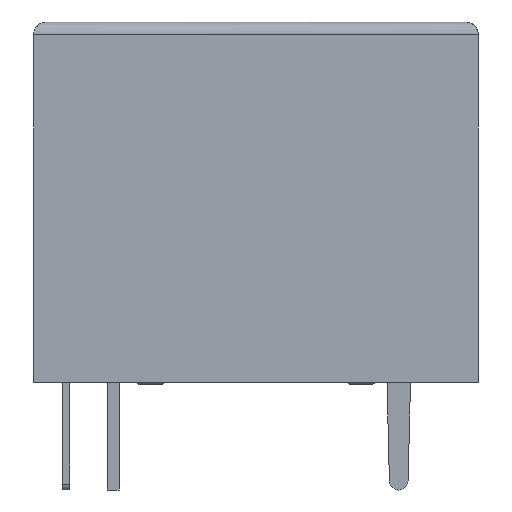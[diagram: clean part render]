
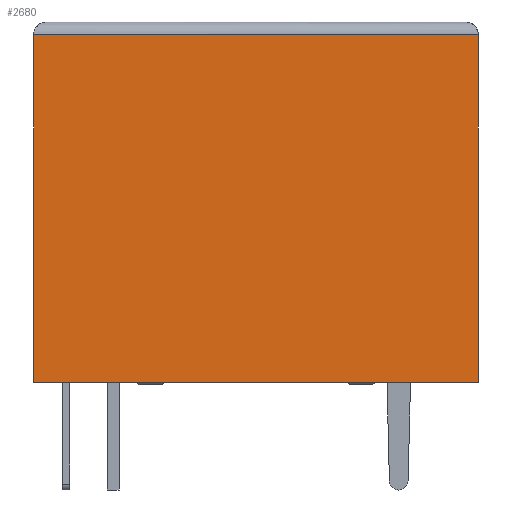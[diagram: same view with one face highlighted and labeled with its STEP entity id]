
A CAD part, front view. The second image highlights one B-rep face of the part: STEP entity #2680.
In plain terms, the highlighted planar face has unit normal (0, -1, 0).
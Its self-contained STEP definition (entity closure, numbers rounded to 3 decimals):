
#55 = PLANE('',#56);
#56 = AXIS2_PLACEMENT_3D('',#57,#58,#59);
#57 = CARTESIAN_POINT('',(8.,-10.,0.1));
#58 = DIRECTION('',(0.,0.,-1.));
#59 = DIRECTION('',(-1.,0.,0.));
#769 = VERTEX_POINT('',#770);
#770 = CARTESIAN_POINT('',(17.5,-7.7,0.1));
#784 = PLANE('',#785);
#785 = AXIS2_PLACEMENT_3D('',#786,#787,#788);
#786 = CARTESIAN_POINT('',(17.5,-10.,7.525));
#787 = DIRECTION('',(1.,0.,0.));
#788 = DIRECTION('',(0.,0.,-1.));
#796 = EDGE_CURVE('',#797,#769,#799,.T.);
#797 = VERTEX_POINT('',#798);
#798 = CARTESIAN_POINT('',(-1.5,-7.7,0.1));
#799 = SURFACE_CURVE('',#800,(#804,#811),.PCURVE_S1.);
#800 = LINE('',#801,#802);
#801 = CARTESIAN_POINT('',(17.9,-7.7,0.1));
#802 = VECTOR('',#803,1.);
#803 = DIRECTION('',(1.,0.,0.));
#804 = PCURVE('',#55,#805);
#805 = DEFINITIONAL_REPRESENTATION('',(#806),#810);
#806 = LINE('',#807,#808);
#807 = CARTESIAN_POINT('',(-9.9,2.3));
#808 = VECTOR('',#809,1.);
#809 = DIRECTION('',(-1.,0.));
#810 = ( GEOMETRIC_REPRESENTATION_CONTEXT(2) 
PARAMETRIC_REPRESENTATION_CONTEXT() REPRESENTATION_CONTEXT('2D SPACE',''
  ) );
#811 = PCURVE('',#812,#817);
#812 = PLANE('',#813);
#813 = AXIS2_PLACEMENT_3D('',#814,#815,#816);
#814 = CARTESIAN_POINT('',(20.5,-7.7,7.525));
#815 = DIRECTION('',(0.,-1.,0.));
#816 = DIRECTION('',(0.,0.,1.));
#817 = DEFINITIONAL_REPRESENTATION('',(#818),#822);
#818 = LINE('',#819,#820);
#819 = CARTESIAN_POINT('',(-7.425,2.6));
#820 = VECTOR('',#821,1.);
#821 = DIRECTION('',(0.,-1.));
#822 = ( GEOMETRIC_REPRESENTATION_CONTEXT(2) 
PARAMETRIC_REPRESENTATION_CONTEXT() REPRESENTATION_CONTEXT('2D SPACE',''
  ) );
#838 = PLANE('',#839);
#839 = AXIS2_PLACEMENT_3D('',#840,#841,#842);
#840 = CARTESIAN_POINT('',(-1.5,-10.,7.525));
#841 = DIRECTION('',(-1.,0.,0.));
#842 = DIRECTION('',(0.,0.,1.));
#2610 = VERTEX_POINT('',#2611);
#2611 = CARTESIAN_POINT('',(17.5,-7.7,14.95));
#2659 = EDGE_CURVE('',#769,#2610,#2660,.T.);
#2660 = SURFACE_CURVE('',#2661,(#2665,#2672),.PCURVE_S1.);
#2661 = LINE('',#2662,#2663);
#2662 = CARTESIAN_POINT('',(17.5,-7.7,7.525));
#2663 = VECTOR('',#2664,1.);
#2664 = DIRECTION('',(0.,0.,1.));
#2665 = PCURVE('',#784,#2666);
#2666 = DEFINITIONAL_REPRESENTATION('',(#2667),#2671);
#2667 = LINE('',#2668,#2669);
#2668 = CARTESIAN_POINT('',(0.,2.3));
#2669 = VECTOR('',#2670,1.);
#2670 = DIRECTION('',(-1.,0.));
#2671 = ( GEOMETRIC_REPRESENTATION_CONTEXT(2) 
PARAMETRIC_REPRESENTATION_CONTEXT() REPRESENTATION_CONTEXT('2D SPACE',''
  ) );
#2672 = PCURVE('',#812,#2673);
#2673 = DEFINITIONAL_REPRESENTATION('',(#2674),#2678);
#2674 = LINE('',#2675,#2676);
#2675 = CARTESIAN_POINT('',(0.,3.));
#2676 = VECTOR('',#2677,1.);
#2677 = DIRECTION('',(1.,0.));
#2678 = ( GEOMETRIC_REPRESENTATION_CONTEXT(2) 
PARAMETRIC_REPRESENTATION_CONTEXT() REPRESENTATION_CONTEXT('2D SPACE',''
  ) );
#2680 = ADVANCED_FACE('',(#2681),#812,.T.);
#2681 = FACE_BOUND('',#2682,.T.);
#2682 = EDGE_LOOP('',(#2683,#2706,#2707,#2708));
#2683 = ORIENTED_EDGE('',*,*,#2684,.T.);
#2684 = EDGE_CURVE('',#2685,#797,#2687,.T.);
#2685 = VERTEX_POINT('',#2686);
#2686 = CARTESIAN_POINT('',(-1.5,-7.7,14.95));
#2687 = SURFACE_CURVE('',#2688,(#2692,#2699),.PCURVE_S1.);
#2688 = LINE('',#2689,#2690);
#2689 = CARTESIAN_POINT('',(-1.5,-7.7,7.525));
#2690 = VECTOR('',#2691,1.);
#2691 = DIRECTION('',(0.,0.,-1.));
#2692 = PCURVE('',#812,#2693);
#2693 = DEFINITIONAL_REPRESENTATION('',(#2694),#2698);
#2694 = LINE('',#2695,#2696);
#2695 = CARTESIAN_POINT('',(0.,22.));
#2696 = VECTOR('',#2697,1.);
#2697 = DIRECTION('',(-1.,0.));
#2698 = ( GEOMETRIC_REPRESENTATION_CONTEXT(2) 
PARAMETRIC_REPRESENTATION_CONTEXT() REPRESENTATION_CONTEXT('2D SPACE',''
  ) );
#2699 = PCURVE('',#838,#2700);
#2700 = DEFINITIONAL_REPRESENTATION('',(#2701),#2705);
#2701 = LINE('',#2702,#2703);
#2702 = CARTESIAN_POINT('',(0.,2.3));
#2703 = VECTOR('',#2704,1.);
#2704 = DIRECTION('',(-1.,0.));
#2705 = ( GEOMETRIC_REPRESENTATION_CONTEXT(2) 
PARAMETRIC_REPRESENTATION_CONTEXT() REPRESENTATION_CONTEXT('2D SPACE',''
  ) );
#2706 = ORIENTED_EDGE('',*,*,#796,.T.);
#2707 = ORIENTED_EDGE('',*,*,#2659,.T.);
#2708 = ORIENTED_EDGE('',*,*,#2709,.T.);
#2709 = EDGE_CURVE('',#2610,#2685,#2710,.T.);
#2710 = SURFACE_CURVE('',#2711,(#2715,#2722),.PCURVE_S1.);
#2711 = LINE('',#2712,#2713);
#2712 = CARTESIAN_POINT('',(20.5,-7.7,14.95));
#2713 = VECTOR('',#2714,1.);
#2714 = DIRECTION('',(-1.,0.,0.));
#2715 = PCURVE('',#812,#2716);
#2716 = DEFINITIONAL_REPRESENTATION('',(#2717),#2721);
#2717 = LINE('',#2718,#2719);
#2718 = CARTESIAN_POINT('',(7.425,0.));
#2719 = VECTOR('',#2720,1.);
#2720 = DIRECTION('',(0.,1.));
#2721 = ( GEOMETRIC_REPRESENTATION_CONTEXT(2) 
PARAMETRIC_REPRESENTATION_CONTEXT() REPRESENTATION_CONTEXT('2D SPACE',''
  ) );
#2722 = PCURVE('',#2723,#2728);
#2723 = CYLINDRICAL_SURFACE('',#2724,0.55);
#2724 = AXIS2_PLACEMENT_3D('',#2725,#2726,#2727);
#2725 = CARTESIAN_POINT('',(20.5,-7.15,14.95));
#2726 = DIRECTION('',(-1.,0.,0.));
#2727 = DIRECTION('',(0.,-1.,0.));
#2728 = DEFINITIONAL_REPRESENTATION('',(#2729),#2755);
#2729 = B_SPLINE_CURVE_WITH_KNOTS('',3,(#2730,#2731,#2732,#2733,#2734,
    #2735,#2736,#2737,#2738,#2739,#2740,#2741,#2742,#2743,#2744,#2745,
    #2746,#2747,#2748,#2749,#2750,#2751,#2752,#2753,#2754),
  .UNSPECIFIED.,.F.,.F.,(4,1,1,1,1,1,1,1,1,1,1,1,1,1,1,1,1,1,1,1,1,1,4),
  (3.,3.864,4.727,5.591,6.455,
    7.318,8.182,9.045,9.909,
    10.773,11.636,12.5,13.364,14.227
    ,15.091,15.955,16.818,17.682,
    18.545,19.409,20.273,21.136,22.)
  ,.UNSPECIFIED.);
#2730 = CARTESIAN_POINT('',(0.,3.));
#2731 = CARTESIAN_POINT('',(0.,3.288));
#2732 = CARTESIAN_POINT('',(0.,3.864));
#2733 = CARTESIAN_POINT('',(0.,4.727));
#2734 = CARTESIAN_POINT('',(0.,5.591));
#2735 = CARTESIAN_POINT('',(0.,6.455));
#2736 = CARTESIAN_POINT('',(0.,7.318));
#2737 = CARTESIAN_POINT('',(0.,8.182));
#2738 = CARTESIAN_POINT('',(0.,9.045));
#2739 = CARTESIAN_POINT('',(0.,9.909));
#2740 = CARTESIAN_POINT('',(0.,10.773));
#2741 = CARTESIAN_POINT('',(0.,11.636));
#2742 = CARTESIAN_POINT('',(0.,12.5));
#2743 = CARTESIAN_POINT('',(0.,13.364));
#2744 = CARTESIAN_POINT('',(0.,14.227));
#2745 = CARTESIAN_POINT('',(0.,15.091));
#2746 = CARTESIAN_POINT('',(0.,15.955));
#2747 = CARTESIAN_POINT('',(0.,16.818));
#2748 = CARTESIAN_POINT('',(0.,17.682));
#2749 = CARTESIAN_POINT('',(0.,18.545));
#2750 = CARTESIAN_POINT('',(0.,19.409));
#2751 = CARTESIAN_POINT('',(0.,20.273));
#2752 = CARTESIAN_POINT('',(0.,21.136));
#2753 = CARTESIAN_POINT('',(0.,21.712));
#2754 = CARTESIAN_POINT('',(0.,22.));
#2755 = ( GEOMETRIC_REPRESENTATION_CONTEXT(2) 
PARAMETRIC_REPRESENTATION_CONTEXT() REPRESENTATION_CONTEXT('2D SPACE',''
  ) );
